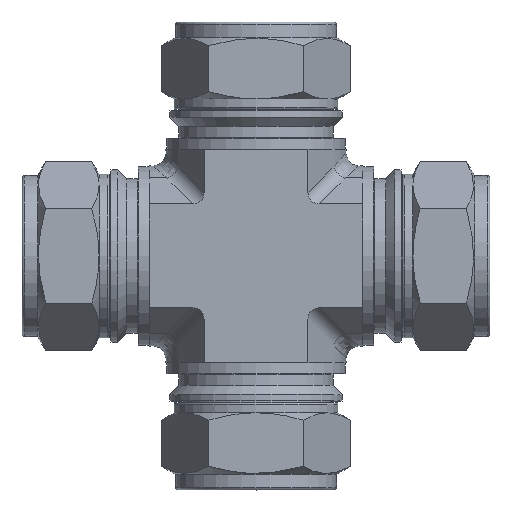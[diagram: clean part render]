
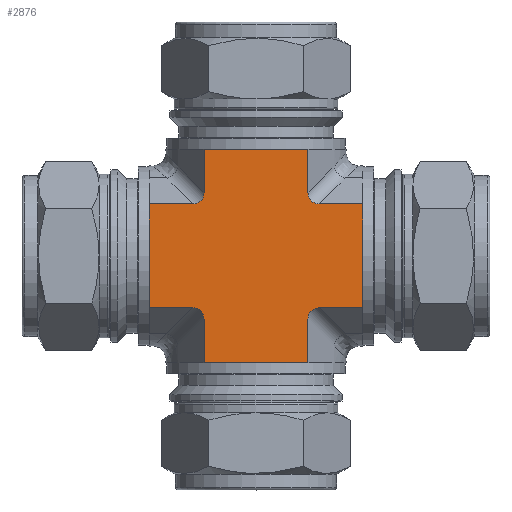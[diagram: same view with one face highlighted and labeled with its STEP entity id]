
A CAD part, top view. The second image highlights one B-rep face of the part: STEP entity #2876.
In plain terms, the highlighted planar face has unit normal (0, 0, 1).
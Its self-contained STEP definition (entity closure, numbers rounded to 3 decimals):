
#22=ELLIPSE('',#3176,3.253,2.52);
#23=ELLIPSE('',#3182,3.253,2.52);
#30=ELLIPSE('',#3200,3.253,2.52);
#31=ELLIPSE('',#3206,3.253,2.52);
#516=FACE_OUTER_BOUND('',#730,.T.);
#730=EDGE_LOOP('',(#2561,#2562,#2563,#2564,#2565,#2566,#2567,#2568,#2569,
#2570,#2571,#2572,#2573,#2574,#2575,#2576));
#837=LINE('',#4945,#1001);
#849=LINE('',#5016,#1013);
#857=LINE('',#5073,#1021);
#869=LINE('',#5144,#1033);
#875=LINE('',#5173,#1039);
#877=LINE('',#5178,#1041);
#883=LINE('',#5196,#1047);
#891=LINE('',#5211,#1055);
#895=LINE('',#5221,#1059);
#898=LINE('',#5230,#1062);
#902=LINE('',#5240,#1066);
#903=LINE('',#5242,#1067);
#1001=VECTOR('',#3901,10.);
#1013=VECTOR('',#3943,10.);
#1021=VECTOR('',#3969,10.);
#1033=VECTOR('',#4011,10.);
#1039=VECTOR('',#4051,10.);
#1041=VECTOR('',#4057,10.);
#1047=VECTOR('',#4075,10.);
#1055=VECTOR('',#4089,10.);
#1059=VECTOR('',#4101,10.);
#1062=VECTOR('',#4108,10.);
#1066=VECTOR('',#4118,10.);
#1067=VECTOR('',#4121,10.);
#1321=VERTEX_POINT('',#4935);
#1322=VERTEX_POINT('',#4937);
#1324=VERTEX_POINT('',#4943);
#1327=VERTEX_POINT('',#4955);
#1328=VERTEX_POINT('',#4956);
#1338=VERTEX_POINT('',#5015);
#1345=VERTEX_POINT('',#5063);
#1346=VERTEX_POINT('',#5065);
#1348=VERTEX_POINT('',#5071);
#1351=VERTEX_POINT('',#5083);
#1352=VERTEX_POINT('',#5084);
#1362=VERTEX_POINT('',#5143);
#1375=VERTEX_POINT('',#5195);
#1379=VERTEX_POINT('',#5209);
#1384=VERTEX_POINT('',#5227);
#1385=VERTEX_POINT('',#5229);
#1685=EDGE_CURVE('',#1321,#1322,#22,.T.);
#1689=EDGE_CURVE('',#1324,#1321,#837,.T.);
#1694=EDGE_CURVE('',#1327,#1328,#23,.T.);
#1709=EDGE_CURVE('',#1338,#1328,#849,.T.);
#1719=EDGE_CURVE('',#1345,#1346,#30,.T.);
#1723=EDGE_CURVE('',#1345,#1348,#857,.T.);
#1728=EDGE_CURVE('',#1351,#1352,#31,.T.);
#1743=EDGE_CURVE('',#1352,#1362,#869,.T.);
#1757=EDGE_CURVE('',#1362,#1348,#875,.T.);
#1760=EDGE_CURVE('',#1324,#1338,#877,.T.);
#1769=EDGE_CURVE('',#1375,#1322,#883,.T.);
#1777=EDGE_CURVE('',#1379,#1351,#891,.T.);
#1782=EDGE_CURVE('',#1379,#1375,#895,.T.);
#1786=EDGE_CURVE('',#1384,#1385,#898,.T.);
#1792=EDGE_CURVE('',#1327,#1385,#902,.T.);
#1793=EDGE_CURVE('',#1346,#1384,#903,.T.);
#2561=ORIENTED_EDGE('',*,*,#1786,.F.);
#2562=ORIENTED_EDGE('',*,*,#1793,.F.);
#2563=ORIENTED_EDGE('',*,*,#1719,.F.);
#2564=ORIENTED_EDGE('',*,*,#1723,.T.);
#2565=ORIENTED_EDGE('',*,*,#1757,.F.);
#2566=ORIENTED_EDGE('',*,*,#1743,.F.);
#2567=ORIENTED_EDGE('',*,*,#1728,.F.);
#2568=ORIENTED_EDGE('',*,*,#1777,.F.);
#2569=ORIENTED_EDGE('',*,*,#1782,.T.);
#2570=ORIENTED_EDGE('',*,*,#1769,.T.);
#2571=ORIENTED_EDGE('',*,*,#1685,.F.);
#2572=ORIENTED_EDGE('',*,*,#1689,.F.);
#2573=ORIENTED_EDGE('',*,*,#1760,.T.);
#2574=ORIENTED_EDGE('',*,*,#1709,.T.);
#2575=ORIENTED_EDGE('',*,*,#1694,.F.);
#2576=ORIENTED_EDGE('',*,*,#1792,.T.);
#2691=PLANE('',#3254);
#2876=ADVANCED_FACE('',(#516),#2691,.T.);
#3176=AXIS2_PLACEMENT_3D('',#4938,#3894,#3895);
#3182=AXIS2_PLACEMENT_3D('',#4957,#3913,#3914);
#3200=AXIS2_PLACEMENT_3D('',#5066,#3962,#3963);
#3206=AXIS2_PLACEMENT_3D('',#5085,#3981,#3982);
#3254=AXIS2_PLACEMENT_3D('',#5241,#4119,#4120);
#3894=DIRECTION('center_axis',(0.,0.,1.));
#3895=DIRECTION('ref_axis',(0.707,0.707,0.));
#3901=DIRECTION('',(0.,1.,0.));
#3913=DIRECTION('center_axis',(0.,0.,1.));
#3914=DIRECTION('ref_axis',(-0.707,0.707,0.));
#3943=DIRECTION('',(0.,1.,0.));
#3962=DIRECTION('center_axis',(0.,0.,1.));
#3963=DIRECTION('ref_axis',(-0.707,-0.707,0.));
#3969=DIRECTION('',(0.,1.,0.));
#3981=DIRECTION('center_axis',(0.,0.,1.));
#3982=DIRECTION('ref_axis',(0.707,-0.707,0.));
#4011=DIRECTION('',(0.,1.,0.));
#4051=DIRECTION('',(1.,0.,0.));
#4057=DIRECTION('',(1.,0.,0.));
#4075=DIRECTION('',(1.,0.,0.));
#4089=DIRECTION('',(1.,0.,0.));
#4101=DIRECTION('',(0.,-1.,0.));
#4108=DIRECTION('',(0.,-1.,0.));
#4118=DIRECTION('',(1.,0.,0.));
#4119=DIRECTION('center_axis',(0.,0.,1.));
#4120=DIRECTION('ref_axis',(0.,-1.,0.));
#4121=DIRECTION('',(1.,0.,0.));
#4935=CARTESIAN_POINT('',(-10.075,-12.257,17.45));
#4937=CARTESIAN_POINT('',(-12.257,-10.075,17.45));
#4938=CARTESIAN_POINT('Origin',(-12.985,-12.985,17.45));
#4943=CARTESIAN_POINT('',(-10.075,-20.7,17.45));
#4945=CARTESIAN_POINT('',(-10.075,-20.7,17.45));
#4955=CARTESIAN_POINT('',(12.257,-10.075,17.45));
#4956=CARTESIAN_POINT('',(10.075,-12.257,17.45));
#4957=CARTESIAN_POINT('Origin',(12.985,-12.985,17.45));
#5015=CARTESIAN_POINT('',(10.075,-20.7,17.45));
#5016=CARTESIAN_POINT('',(10.075,-20.7,17.45));
#5063=CARTESIAN_POINT('',(10.075,12.257,17.45));
#5065=CARTESIAN_POINT('',(12.257,10.075,17.45));
#5066=CARTESIAN_POINT('Origin',(12.985,12.985,17.45));
#5071=CARTESIAN_POINT('',(10.075,20.7,17.45));
#5073=CARTESIAN_POINT('',(10.075,-20.7,17.45));
#5083=CARTESIAN_POINT('',(-12.257,10.075,17.45));
#5084=CARTESIAN_POINT('',(-10.075,12.257,17.45));
#5085=CARTESIAN_POINT('Origin',(-12.985,12.985,17.45));
#5143=CARTESIAN_POINT('',(-10.075,20.7,17.45));
#5144=CARTESIAN_POINT('',(-10.075,-20.7,17.45));
#5173=CARTESIAN_POINT('',(-5.037,20.7,17.45));
#5178=CARTESIAN_POINT('',(-10.075,-20.7,17.45));
#5195=CARTESIAN_POINT('',(-20.7,-10.075,17.45));
#5196=CARTESIAN_POINT('',(-20.7,-10.075,17.45));
#5209=CARTESIAN_POINT('',(-20.7,10.075,17.45));
#5211=CARTESIAN_POINT('',(-20.7,10.075,17.45));
#5221=CARTESIAN_POINT('',(-20.7,10.075,17.45));
#5227=CARTESIAN_POINT('',(20.7,10.075,17.45));
#5229=CARTESIAN_POINT('',(20.7,-10.075,17.45));
#5230=CARTESIAN_POINT('',(20.7,5.037,17.45));
#5240=CARTESIAN_POINT('',(-20.7,-10.075,17.45));
#5241=CARTESIAN_POINT('Origin',(-20.7,10.075,17.45));
#5242=CARTESIAN_POINT('',(-20.7,10.075,17.45));
